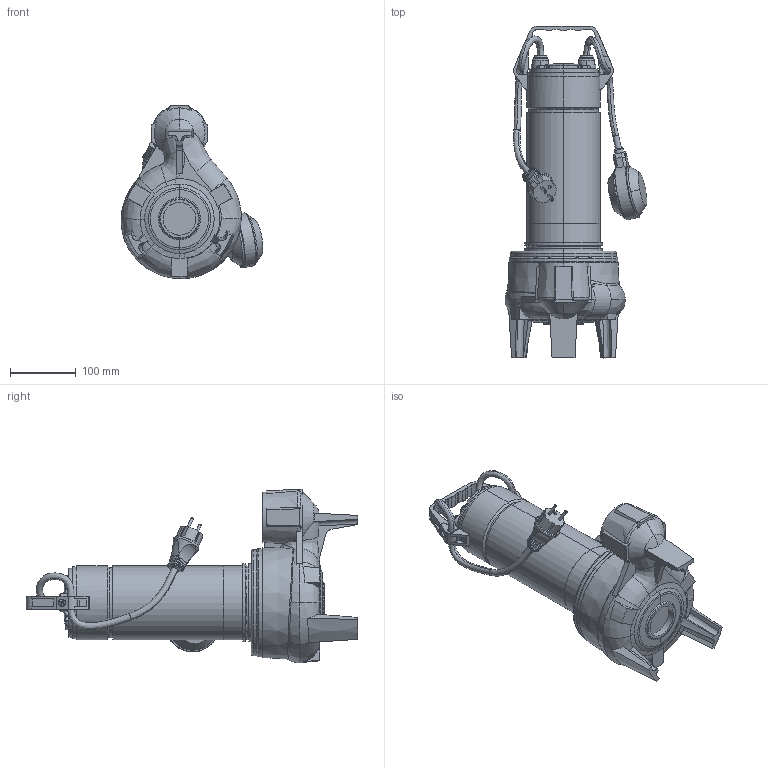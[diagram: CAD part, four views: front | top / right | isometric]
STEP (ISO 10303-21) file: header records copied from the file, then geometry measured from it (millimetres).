
FILE_DESCRIPTION (( 'STEP AP214' ), '1' );
FILE_NAME ('4_93_501_06_REV00.step', '2022-09-12T10:12:12', ( '' ), ( '' ), 'SwSTEP 2.0', 'SolidWorks 2020', '' );
FILE_SCHEMA (( 'AUTOMOTIVE_DESIGN' ));
Length unit declared in the file: millimetre
Products named in the file (2): 4_93_501_06_REV00; Copia di 4_93_501_06_REV00^4_93_501_06_REV00
Assembly tree (1 placements, depth 2):
  4_93_501_06_REV00
    Copia di 4_93_501_06_REV00^4_93_501_06_REV00
Bounding box: 215.95 x 505.2 x 264.5 mm (x, y, z)
Volume: 5971791.1 mm3; surface area: 484344.2 mm2
Topology: 29 solids, 29 shells, 1166 faces, 3012 edges, 1935 vertices
Faces by surface type: plane 586, cylinder 288, cone 136, bspline 109, torus 29, sphere 18
Entity records: 64609 total; most frequent: CARTESIAN_POINT 36773, ORIENTED_EDGE 5996, DIRECTION 5321, EDGE_CURVE 2998, AXIS2_PLACEMENT_3D 1961, VERTEX_POINT 1933, LINE 1399, VECTOR 1399
